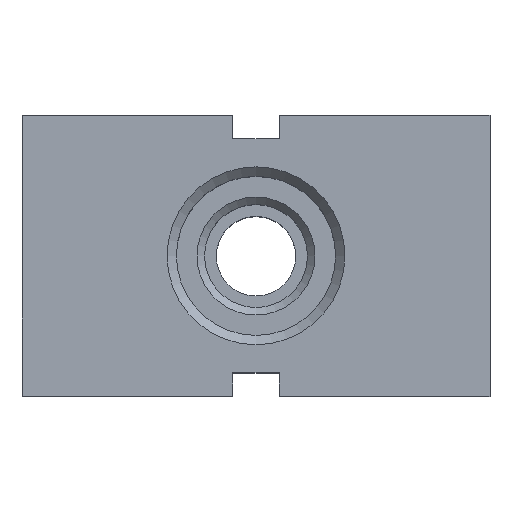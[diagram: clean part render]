
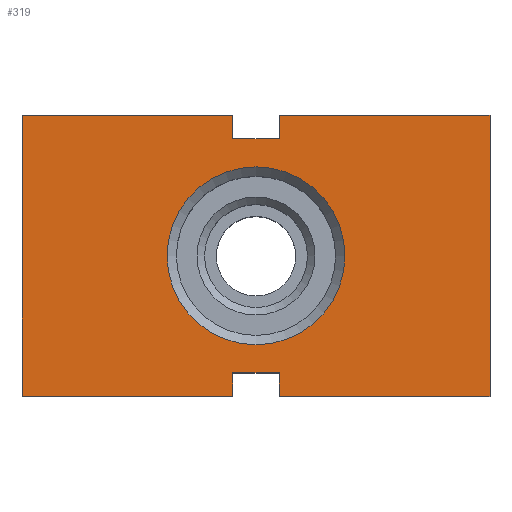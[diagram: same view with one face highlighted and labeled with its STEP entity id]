
A CAD part, top view. The second image highlights one B-rep face of the part: STEP entity #319.
In plain terms, the highlighted planar face has unit normal (0, 0, 1).
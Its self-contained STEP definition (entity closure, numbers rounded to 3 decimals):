
#319 = ADVANCED_FACE( '', ( #735, #736 ), #737, .F. );
#735 = FACE_BOUND( '', #1273, .T. );
#736 = FACE_OUTER_BOUND( '', #1274, .T. );
#737 = PLANE( '', #1275 );
#1273 = EDGE_LOOP( '', ( #2056 ) );
#1274 = EDGE_LOOP( '', ( #2057, #2058, #2059, #2060, #2061, #2062, #2063, #2064, #2065, #2066, #2067, #2068 ) );
#1275 = AXIS2_PLACEMENT_3D( '', #2069, #2070, #2071 );
#2056 = ORIENTED_EDGE( '', *, *, #3458, .T. );
#2057 = ORIENTED_EDGE( '', *, *, #3459, .T. );
#2058 = ORIENTED_EDGE( '', *, *, #3460, .F. );
#2059 = ORIENTED_EDGE( '', *, *, #3461, .F. );
#2060 = ORIENTED_EDGE( '', *, *, #3402, .F. );
#2061 = ORIENTED_EDGE( '', *, *, #3462, .T. );
#2062 = ORIENTED_EDGE( '', *, *, #3463, .T. );
#2063 = ORIENTED_EDGE( '', *, *, #3464, .T. );
#2064 = ORIENTED_EDGE( '', *, *, #3465, .F. );
#2065 = ORIENTED_EDGE( '', *, *, #3452, .F. );
#2066 = ORIENTED_EDGE( '', *, *, #3466, .F. );
#2067 = ORIENTED_EDGE( '', *, *, #3467, .T. );
#2068 = ORIENTED_EDGE( '', *, *, #3468, .T. );
#2069 = CARTESIAN_POINT( '', ( -25., 15., 25. ) );
#2070 = DIRECTION( '', ( 0., 0., -1. ) );
#2071 = DIRECTION( '', ( -1., 0., 0. ) );
#3402 = EDGE_CURVE( '', #4153, #4149, #4155, .T. );
#3452 = EDGE_CURVE( '', #4232, #4228, #4234, .T. );
#3458 = EDGE_CURVE( '', #4242, #4242, #4243, .T. );
#3459 = EDGE_CURVE( '', #4244, #4245, #4246, .T. );
#3460 = EDGE_CURVE( '', #4247, #4245, #4248, .T. );
#3461 = EDGE_CURVE( '', #4149, #4247, #4249, .T. );
#3462 = EDGE_CURVE( '', #4153, #4250, #4251, .T. );
#3463 = EDGE_CURVE( '', #4250, #4252, #4253, .T. );
#3464 = EDGE_CURVE( '', #4252, #4254, #4255, .T. );
#3465 = EDGE_CURVE( '', #4228, #4254, #4256, .T. );
#3466 = EDGE_CURVE( '', #4257, #4232, #4258, .T. );
#3467 = EDGE_CURVE( '', #4257, #4259, #4260, .T. );
#3468 = EDGE_CURVE( '', #4259, #4244, #4261, .T. );
#4149 = VERTEX_POINT( '', #5201 );
#4153 = VERTEX_POINT( '', #5207 );
#4155 = LINE( '', #5210, #5211 );
#4228 = VERTEX_POINT( '', #5318 );
#4232 = VERTEX_POINT( '', #5324 );
#4234 = LINE( '', #5327, #5328 );
#4242 = VERTEX_POINT( '', #5339 );
#4243 = CIRCLE( '', #5340, 9.5 );
#4244 = VERTEX_POINT( '', #5341 );
#4245 = VERTEX_POINT( '', #5342 );
#4246 = LINE( '', #5343, #5344 );
#4247 = VERTEX_POINT( '', #5345 );
#4248 = LINE( '', #5346, #5347 );
#4249 = LINE( '', #5348, #5349 );
#4250 = VERTEX_POINT( '', #5350 );
#4251 = LINE( '', #5351, #5352 );
#4252 = VERTEX_POINT( '', #5353 );
#4253 = LINE( '', #5354, #5355 );
#4254 = VERTEX_POINT( '', #5356 );
#4255 = LINE( '', #5357, #5358 );
#4256 = LINE( '', #5359, #5360 );
#4257 = VERTEX_POINT( '', #5361 );
#4258 = LINE( '', #5362, #5363 );
#4259 = VERTEX_POINT( '', #5364 );
#4260 = LINE( '', #5365, #5366 );
#4261 = LINE( '', #5367, #5368 );
#5201 = CARTESIAN_POINT( '', ( 2.5, -12.5, 25. ) );
#5207 = CARTESIAN_POINT( '', ( 2.5, -15., 25. ) );
#5210 = CARTESIAN_POINT( '', ( 2.5, -15., 25. ) );
#5211 = VECTOR( '', #6267, 1000. );
#5318 = CARTESIAN_POINT( '', ( 2.5, 12.5, 25. ) );
#5324 = CARTESIAN_POINT( '', ( -2.5, 12.5, 25. ) );
#5327 = CARTESIAN_POINT( '', ( -2.5, 12.5, 25. ) );
#5328 = VECTOR( '', #6305, 1000. );
#5339 = CARTESIAN_POINT( '', ( -9.5, 0., 25. ) );
#5340 = AXIS2_PLACEMENT_3D( '', #6309, #6310, #6311 );
#5341 = CARTESIAN_POINT( '', ( -25., -15., 25. ) );
#5342 = CARTESIAN_POINT( '', ( -2.5, -15., 25. ) );
#5343 = CARTESIAN_POINT( '', ( -25., -15., 25. ) );
#5344 = VECTOR( '', #6312, 1000. );
#5345 = CARTESIAN_POINT( '', ( -2.5, -12.5, 25. ) );
#5346 = CARTESIAN_POINT( '', ( -2.5, -12.5, 25. ) );
#5347 = VECTOR( '', #6313, 1000. );
#5348 = CARTESIAN_POINT( '', ( 2.5, -12.5, 25. ) );
#5349 = VECTOR( '', #6314, 1000. );
#5350 = CARTESIAN_POINT( '', ( 25., -15., 25. ) );
#5351 = CARTESIAN_POINT( '', ( -25., -15., 25. ) );
#5352 = VECTOR( '', #6315, 1000. );
#5353 = CARTESIAN_POINT( '', ( 25., 15., 25. ) );
#5354 = CARTESIAN_POINT( '', ( 25., -15., 25. ) );
#5355 = VECTOR( '', #6316, 1000. );
#5356 = CARTESIAN_POINT( '', ( 2.5, 15., 25. ) );
#5357 = CARTESIAN_POINT( '', ( 25., 15., 25. ) );
#5358 = VECTOR( '', #6317, 1000. );
#5359 = CARTESIAN_POINT( '', ( 2.5, 12.5, 25. ) );
#5360 = VECTOR( '', #6318, 1000. );
#5361 = CARTESIAN_POINT( '', ( -2.5, 15., 25. ) );
#5362 = CARTESIAN_POINT( '', ( -2.5, 15., 25. ) );
#5363 = VECTOR( '', #6319, 1000. );
#5364 = CARTESIAN_POINT( '', ( -25., 15., 25. ) );
#5365 = CARTESIAN_POINT( '', ( 25., 15., 25. ) );
#5366 = VECTOR( '', #6320, 1000. );
#5367 = CARTESIAN_POINT( '', ( -25., 15., 25. ) );
#5368 = VECTOR( '', #6321, 1000. );
#6267 = DIRECTION( '', ( 0., 1., 0. ) );
#6305 = DIRECTION( '', ( 1., 0., 0. ) );
#6309 = CARTESIAN_POINT( '', ( 0., 0., 25. ) );
#6310 = DIRECTION( '', ( 0., 0., -1. ) );
#6311 = DIRECTION( '', ( -1., 0., 0. ) );
#6312 = DIRECTION( '', ( 1., 0., 0. ) );
#6313 = DIRECTION( '', ( 0., -1., 0. ) );
#6314 = DIRECTION( '', ( -1., 0., 0. ) );
#6315 = DIRECTION( '', ( 1., 0., 0. ) );
#6316 = DIRECTION( '', ( 0., 1., 0. ) );
#6317 = DIRECTION( '', ( -1., 0., 0. ) );
#6318 = DIRECTION( '', ( 0., 1., 0. ) );
#6319 = DIRECTION( '', ( 0., -1., 0. ) );
#6320 = DIRECTION( '', ( -1., 0., 0. ) );
#6321 = DIRECTION( '', ( 0., -1., 0. ) );
